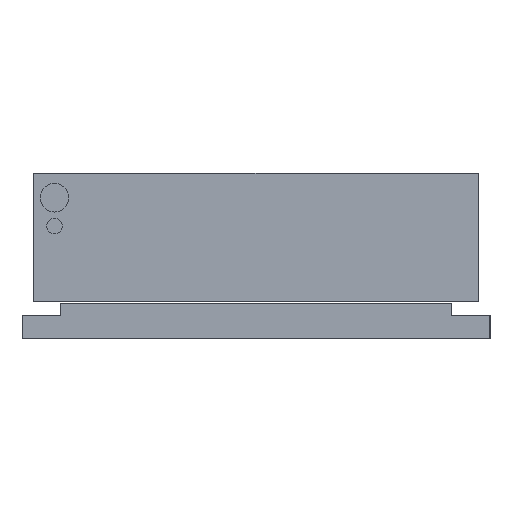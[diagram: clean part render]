
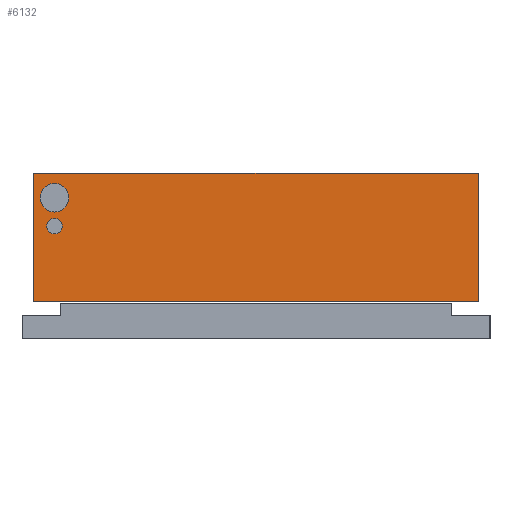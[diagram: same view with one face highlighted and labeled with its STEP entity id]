
A CAD part, left-side view. The second image highlights one B-rep face of the part: STEP entity #6132.
In plain terms, the highlighted planar face has unit normal (-1, 0, 0).
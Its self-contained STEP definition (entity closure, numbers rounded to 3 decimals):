
#161 = VERTEX_POINT ( 'NONE', #7189 ) ;
#311 = ORIENTED_EDGE ( 'NONE', *, *, #4154, .T. ) ;
#383 = CARTESIAN_POINT ( 'NONE',  ( -182., 85.5, 0. ) ) ;
#473 = CARTESIAN_POINT ( 'NONE',  ( -182., 85.5, 49.3 ) ) ;
#511 = VECTOR ( 'NONE', #7015, 1000. ) ;
#519 = AXIS2_PLACEMENT_3D ( 'NONE', #4248, #819, #2016 ) ;
#633 = CARTESIAN_POINT ( 'NONE',  ( -182., -85.5, 49.3 ) ) ;
#648 = VERTEX_POINT ( 'NONE', #1743 ) ;
#819 = DIRECTION ( 'NONE',  ( 1., 0., 0. ) ) ;
#876 = CARTESIAN_POINT ( 'NONE',  ( -182., -85.5, 49.3 ) ) ;
#1112 = ORIENTED_EDGE ( 'NONE', *, *, #6613, .F. ) ;
#1209 = VECTOR ( 'NONE', #3259, 1000. ) ;
#1327 = EDGE_LOOP ( 'NONE', ( #2584, #5473 ) ) ;
#1613 = CARTESIAN_POINT ( 'NONE',  ( -182., -77.5, 9.5 ) ) ;
#1743 = CARTESIAN_POINT ( 'NONE',  ( -182., -77.5, 17.4 ) ) ;
#1977 = EDGE_CURVE ( 'NONE', #161, #2728, #4405, .T. ) ;
#2016 = DIRECTION ( 'NONE',  ( 0., 0., -1. ) ) ;
#2033 = CARTESIAN_POINT ( 'NONE',  ( -182., -77.5, 23.4 ) ) ;
#2219 = LINE ( 'NONE', #2258, #6881 ) ;
#2258 = CARTESIAN_POINT ( 'NONE',  ( -182., 85.5, 0. ) ) ;
#2279 = EDGE_CURVE ( 'NONE', #648, #6496, #3614, .T. ) ;
#2456 = VERTEX_POINT ( 'NONE', #2664 ) ;
#2584 = ORIENTED_EDGE ( 'NONE', *, *, #2279, .F. ) ;
#2591 = VECTOR ( 'NONE', #2861, 1000. ) ;
#2645 = ORIENTED_EDGE ( 'NONE', *, *, #3398, .F. ) ;
#2664 = CARTESIAN_POINT ( 'NONE',  ( -182., -77.5, 4. ) ) ;
#2728 = VERTEX_POINT ( 'NONE', #383 ) ;
#2861 = DIRECTION ( 'NONE',  ( 0., 0., -1. ) ) ;
#2956 = AXIS2_PLACEMENT_3D ( 'NONE', #1613, #5051, #7336 ) ;
#3259 = DIRECTION ( 'NONE',  ( 0., 0., -1. ) ) ;
#3378 = LINE ( 'NONE', #633, #2591 ) ;
#3398 = EDGE_CURVE ( 'NONE', #4403, #2456, #5822, .T. ) ;
#3453 = EDGE_CURVE ( 'NONE', #161, #4917, #5869, .T. ) ;
#3559 = CARTESIAN_POINT ( 'NONE',  ( -182., -77.5, 9.5 ) ) ;
#3591 = CARTESIAN_POINT ( 'NONE',  ( -182., -85.5, 0. ) ) ;
#3614 = CIRCLE ( 'NONE', #3869, 3. ) ;
#3774 = DIRECTION ( 'NONE',  ( -1., 0., 0. ) ) ;
#3869 = AXIS2_PLACEMENT_3D ( 'NONE', #4676, #5241, #6966 ) ;
#3916 = AXIS2_PLACEMENT_3D ( 'NONE', #3926, #3774, #7230 ) ;
#3926 = CARTESIAN_POINT ( 'NONE',  ( -182., -77.5, 20.4 ) ) ;
#4154 = EDGE_CURVE ( 'NONE', #2728, #6315, #2219, .T. ) ;
#4248 = CARTESIAN_POINT ( 'NONE',  ( -182., 85.5, 49.3 ) ) ;
#4403 = VERTEX_POINT ( 'NONE', #7216 ) ;
#4405 = LINE ( 'NONE', #473, #1209 ) ;
#4498 = EDGE_LOOP ( 'NONE', ( #6153, #2645 ) ) ;
#4676 = CARTESIAN_POINT ( 'NONE',  ( -182., -77.5, 20.4 ) ) ;
#4843 = PLANE ( 'NONE',  #519 ) ;
#4917 = VERTEX_POINT ( 'NONE', #876 ) ;
#4958 = FACE_BOUND ( 'NONE', #4498, .T. ) ;
#5051 = DIRECTION ( 'NONE',  ( -1., 0., 0. ) ) ;
#5241 = DIRECTION ( 'NONE',  ( -1., 0., 0. ) ) ;
#5473 = ORIENTED_EDGE ( 'NONE', *, *, #7142, .F. ) ;
#5609 = CIRCLE ( 'NONE', #3916, 3. ) ;
#5822 = CIRCLE ( 'NONE', #6064, 5.5 ) ;
#5869 = LINE ( 'NONE', #7093, #511 ) ;
#6064 = AXIS2_PLACEMENT_3D ( 'NONE', #3559, #6425, #7126 ) ;
#6132 = ADVANCED_FACE ( 'NONE', ( #7102, #4958, #7183 ), #4843, .F. ) ;
#6153 = ORIENTED_EDGE ( 'NONE', *, *, #7140, .F. ) ;
#6179 = EDGE_LOOP ( 'NONE', ( #311, #1112, #6705, #7435 ) ) ;
#6251 = DIRECTION ( 'NONE',  ( 0., -1., 0. ) ) ;
#6315 = VERTEX_POINT ( 'NONE', #3591 ) ;
#6425 = DIRECTION ( 'NONE',  ( -1., 0., 0. ) ) ;
#6496 = VERTEX_POINT ( 'NONE', #2033 ) ;
#6613 = EDGE_CURVE ( 'NONE', #4917, #6315, #3378, .T. ) ;
#6705 = ORIENTED_EDGE ( 'NONE', *, *, #3453, .F. ) ;
#6881 = VECTOR ( 'NONE', #6251, 1000. ) ;
#6966 = DIRECTION ( 'NONE',  ( 0., 0., -1. ) ) ;
#7015 = DIRECTION ( 'NONE',  ( 0., -1., 0. ) ) ;
#7093 = CARTESIAN_POINT ( 'NONE',  ( -182., 85.5, 49.3 ) ) ;
#7102 = FACE_BOUND ( 'NONE', #1327, .T. ) ;
#7126 = DIRECTION ( 'NONE',  ( 0., 0., -1. ) ) ;
#7140 = EDGE_CURVE ( 'NONE', #2456, #4403, #7163, .T. ) ;
#7142 = EDGE_CURVE ( 'NONE', #6496, #648, #5609, .T. ) ;
#7163 = CIRCLE ( 'NONE', #2956, 5.5 ) ;
#7183 = FACE_OUTER_BOUND ( 'NONE', #6179, .T. ) ;
#7189 = CARTESIAN_POINT ( 'NONE',  ( -182., 85.5, 49.3 ) ) ;
#7216 = CARTESIAN_POINT ( 'NONE',  ( -182., -77.5, 15. ) ) ;
#7230 = DIRECTION ( 'NONE',  ( 0., 0., -1. ) ) ;
#7336 = DIRECTION ( 'NONE',  ( 0., 0., -1. ) ) ;
#7435 = ORIENTED_EDGE ( 'NONE', *, *, #1977, .T. ) ;
